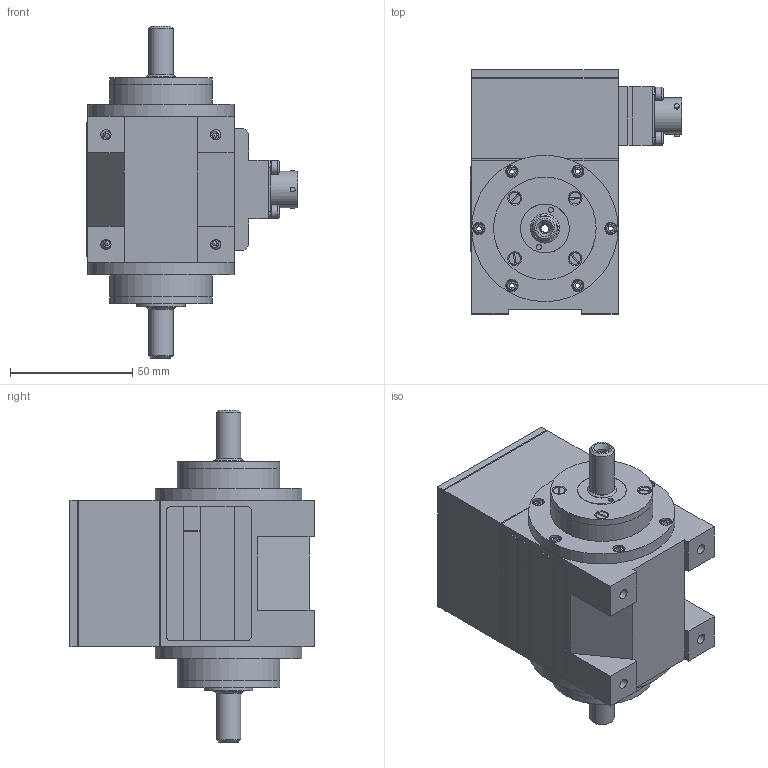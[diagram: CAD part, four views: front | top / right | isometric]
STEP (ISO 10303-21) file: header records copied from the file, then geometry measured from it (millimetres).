
FILE_DESCRIPTION (( 'STEP AP203' ), '1' );
FILE_NAME ('415-306-000-011_EF.STEP', '2013-06-10T10:14:49', ( 'ajoy' ), ( 'Microsoft' ), 'SwSTEP 2.0', 'SolidWorks 2012', '' );
FILE_SCHEMA (( 'CONFIG_CONTROL_DESIGN' ));
Products named in the file (1): 415-306-000-011_EF
Bounding box: 86.5 x 100 x 136 mm (x, y, z)
Surface area: 53224.3 mm2 (no closed solid volume)
Topology: 0 solids, 131 shells, 538 faces, 3994 edges, 3574 vertices
Faces by surface type: plane 398, cylinder 87, cone 24, torus 16, bspline 7, sphere 6
Full cylindrical faces by diameter (mm): 1 x6, 2 x3, 2.1 x4, 3.3 x1, 4.2 x4, 4.3 x2, 5 x12, 5.5 x4, 6 x4, 6.5 x1, 10 x2, 12 x2, 15 x1, 20 x2, 42 x4, 60 x2
Entity records: 45069 total; most frequent: CARTESIAN_POINT 19892, ORIENTED_EDGE 4543, EDGE_CURVE 3858, DIRECTION 3614, VERTEX_POINT 3545, LINE 1854, VECTOR 1854, B_SPLINE_CURVE_WITH_KNOTS 1656
